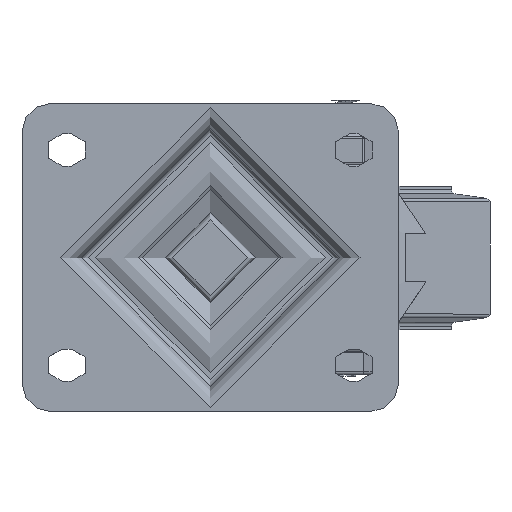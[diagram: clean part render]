
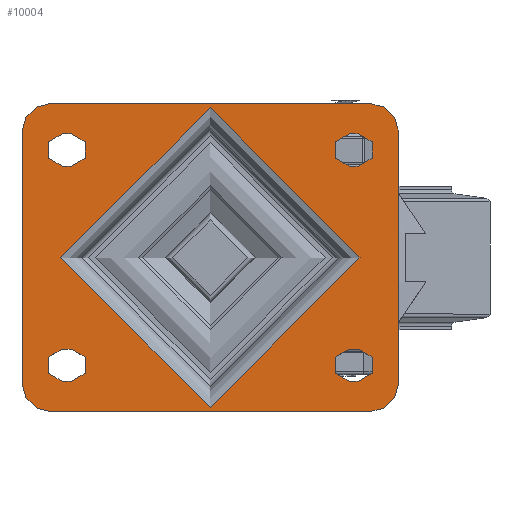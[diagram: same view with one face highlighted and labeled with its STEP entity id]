
A CAD part, top view. The second image highlights one B-rep face of the part: STEP entity #10004.
In plain terms, the highlighted planar face has unit normal (0, 0, 1).
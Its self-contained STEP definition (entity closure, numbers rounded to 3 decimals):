
#919=FACE_BOUND('',#1984,.T.);
#920=FACE_BOUND('',#1985,.T.);
#921=FACE_BOUND('',#1986,.T.);
#922=FACE_BOUND('',#1987,.T.);
#923=FACE_BOUND('',#1988,.T.);
#1027=PLANE('',#10894);
#1366=FACE_OUTER_BOUND('',#1983,.T.);
#1983=EDGE_LOOP('',(#6964,#6965,#6966,#6967,#6968,#6969,#6970,#6971));
#1984=EDGE_LOOP('',(#6972));
#1985=EDGE_LOOP('',(#6973,#6974,#6975,#6976));
#1986=EDGE_LOOP('',(#6977,#6978,#6979,#6980));
#1987=EDGE_LOOP('',(#6981,#6982,#6983,#6984));
#1988=EDGE_LOOP('',(#6985,#6986,#6987,#6988));
#2720=LINE('',#14621,#3354);
#2722=LINE('',#14624,#3356);
#2723=LINE('',#14625,#3357);
#2724=LINE('',#14626,#3358);
#2725=LINE('',#14627,#3359);
#2726=LINE('',#14628,#3360);
#2727=LINE('',#14629,#3361);
#2728=LINE('',#14630,#3362);
#2729=LINE('',#14631,#3363);
#2730=LINE('',#14632,#3364);
#2731=LINE('',#14633,#3365);
#2732=LINE('',#14634,#3366);
#3354=VECTOR('',#12029,1000.);
#3356=VECTOR('',#12033,1000.);
#3357=VECTOR('',#12034,1000.);
#3358=VECTOR('',#12035,1000.);
#3359=VECTOR('',#12036,1000.);
#3360=VECTOR('',#12037,1000.);
#3361=VECTOR('',#12038,1000.);
#3362=VECTOR('',#12039,1000.);
#3363=VECTOR('',#12040,1000.);
#3364=VECTOR('',#12041,1000.);
#3365=VECTOR('',#12042,1000.);
#3366=VECTOR('',#12043,1000.);
#3969=CIRCLE('',#10832,4.5);
#3970=CIRCLE('',#10834,4.5);
#3973=CIRCLE('',#10838,4.5);
#3974=CIRCLE('',#10840,4.5);
#3977=CIRCLE('',#10844,4.5);
#3978=CIRCLE('',#10846,4.5);
#3981=CIRCLE('',#10850,4.5);
#3982=CIRCLE('',#10852,4.5);
#3984=CIRCLE('',#10855,41.75);
#3997=CIRCLE('',#10875,8.);
#3999=CIRCLE('',#10878,8.);
#4001=CIRCLE('',#10881,8.);
#4003=CIRCLE('',#10884,8.);
#4392=VERTEX_POINT('',#14473);
#4393=VERTEX_POINT('',#14475);
#4394=VERTEX_POINT('',#14479);
#4395=VERTEX_POINT('',#14480);
#4400=VERTEX_POINT('',#14491);
#4401=VERTEX_POINT('',#14493);
#4402=VERTEX_POINT('',#14497);
#4403=VERTEX_POINT('',#14498);
#4408=VERTEX_POINT('',#14509);
#4409=VERTEX_POINT('',#14511);
#4410=VERTEX_POINT('',#14515);
#4411=VERTEX_POINT('',#14516);
#4416=VERTEX_POINT('',#14527);
#4417=VERTEX_POINT('',#14529);
#4418=VERTEX_POINT('',#14533);
#4419=VERTEX_POINT('',#14534);
#4422=VERTEX_POINT('',#14542);
#4431=VERTEX_POINT('',#14574);
#4432=VERTEX_POINT('',#14575);
#4435=VERTEX_POINT('',#14583);
#4436=VERTEX_POINT('',#14584);
#4439=VERTEX_POINT('',#14592);
#4440=VERTEX_POINT('',#14593);
#4443=VERTEX_POINT('',#14601);
#4444=VERTEX_POINT('',#14602);
#5366=EDGE_CURVE('',#4393,#4392,#3969,.T.);
#5368=EDGE_CURVE('',#4394,#4395,#3970,.T.);
#5374=EDGE_CURVE('',#4401,#4400,#3973,.T.);
#5376=EDGE_CURVE('',#4402,#4403,#3974,.T.);
#5382=EDGE_CURVE('',#4409,#4408,#3977,.T.);
#5384=EDGE_CURVE('',#4410,#4411,#3978,.T.);
#5390=EDGE_CURVE('',#4417,#4416,#3981,.T.);
#5392=EDGE_CURVE('',#4418,#4419,#3982,.T.);
#5396=EDGE_CURVE('',#4422,#4422,#3984,.T.);
#5412=EDGE_CURVE('',#4431,#4432,#3997,.T.);
#5416=EDGE_CURVE('',#4435,#4436,#3999,.T.);
#5420=EDGE_CURVE('',#4439,#4440,#4001,.T.);
#5424=EDGE_CURVE('',#4443,#4444,#4003,.T.);
#5433=EDGE_CURVE('',#4444,#4431,#2720,.T.);
#5435=EDGE_CURVE('',#4440,#4443,#2722,.T.);
#5436=EDGE_CURVE('',#4436,#4439,#2723,.T.);
#5437=EDGE_CURVE('',#4432,#4435,#2724,.T.);
#5438=EDGE_CURVE('',#4392,#4394,#2725,.T.);
#5439=EDGE_CURVE('',#4395,#4393,#2726,.T.);
#5440=EDGE_CURVE('',#4400,#4402,#2727,.T.);
#5441=EDGE_CURVE('',#4403,#4401,#2728,.T.);
#5442=EDGE_CURVE('',#4408,#4410,#2729,.T.);
#5443=EDGE_CURVE('',#4411,#4409,#2730,.T.);
#5444=EDGE_CURVE('',#4416,#4418,#2731,.T.);
#5445=EDGE_CURVE('',#4419,#4417,#2732,.T.);
#6964=ORIENTED_EDGE('',*,*,#5424,.F.);
#6965=ORIENTED_EDGE('',*,*,#5435,.F.);
#6966=ORIENTED_EDGE('',*,*,#5420,.F.);
#6967=ORIENTED_EDGE('',*,*,#5436,.F.);
#6968=ORIENTED_EDGE('',*,*,#5416,.F.);
#6969=ORIENTED_EDGE('',*,*,#5437,.F.);
#6970=ORIENTED_EDGE('',*,*,#5412,.F.);
#6971=ORIENTED_EDGE('',*,*,#5433,.F.);
#6972=ORIENTED_EDGE('',*,*,#5396,.F.);
#6973=ORIENTED_EDGE('',*,*,#5438,.T.);
#6974=ORIENTED_EDGE('',*,*,#5368,.T.);
#6975=ORIENTED_EDGE('',*,*,#5439,.T.);
#6976=ORIENTED_EDGE('',*,*,#5366,.T.);
#6977=ORIENTED_EDGE('',*,*,#5440,.T.);
#6978=ORIENTED_EDGE('',*,*,#5376,.T.);
#6979=ORIENTED_EDGE('',*,*,#5441,.T.);
#6980=ORIENTED_EDGE('',*,*,#5374,.T.);
#6981=ORIENTED_EDGE('',*,*,#5442,.T.);
#6982=ORIENTED_EDGE('',*,*,#5384,.T.);
#6983=ORIENTED_EDGE('',*,*,#5443,.T.);
#6984=ORIENTED_EDGE('',*,*,#5382,.T.);
#6985=ORIENTED_EDGE('',*,*,#5444,.T.);
#6986=ORIENTED_EDGE('',*,*,#5392,.T.);
#6987=ORIENTED_EDGE('',*,*,#5445,.T.);
#6988=ORIENTED_EDGE('',*,*,#5390,.T.);
#10004=ADVANCED_FACE('',(#1366,#919,#920,#921,#922,#923),#1027,.T.);
#10832=AXIS2_PLACEMENT_3D('',#14476,#11878,#11879);
#10834=AXIS2_PLACEMENT_3D('',#14481,#11883,#11884);
#10838=AXIS2_PLACEMENT_3D('',#14494,#11894,#11895);
#10840=AXIS2_PLACEMENT_3D('',#14499,#11899,#11900);
#10844=AXIS2_PLACEMENT_3D('',#14512,#11910,#11911);
#10846=AXIS2_PLACEMENT_3D('',#14517,#11915,#11916);
#10850=AXIS2_PLACEMENT_3D('',#14530,#11926,#11927);
#10852=AXIS2_PLACEMENT_3D('',#14535,#11931,#11932);
#10855=AXIS2_PLACEMENT_3D('',#14543,#11939,#11940);
#10875=AXIS2_PLACEMENT_3D('',#14576,#11982,#11983);
#10878=AXIS2_PLACEMENT_3D('',#14585,#11990,#11991);
#10881=AXIS2_PLACEMENT_3D('',#14594,#11998,#11999);
#10884=AXIS2_PLACEMENT_3D('',#14603,#12006,#12007);
#10894=AXIS2_PLACEMENT_3D('',#14623,#12031,#12032);
#11878=DIRECTION('center_axis',(0.,0.,-1.));
#11879=DIRECTION('ref_axis',(-1.,0.,0.));
#11883=DIRECTION('center_axis',(0.,0.,-1.));
#11884=DIRECTION('ref_axis',(-1.,0.,0.));
#11894=DIRECTION('center_axis',(0.,0.,-1.));
#11895=DIRECTION('ref_axis',(-1.,0.,0.));
#11899=DIRECTION('center_axis',(0.,0.,-1.));
#11900=DIRECTION('ref_axis',(-1.,0.,0.));
#11910=DIRECTION('center_axis',(0.,0.,-1.));
#11911=DIRECTION('ref_axis',(1.,0.,0.));
#11915=DIRECTION('center_axis',(0.,0.,-1.));
#11916=DIRECTION('ref_axis',(1.,0.,0.));
#11926=DIRECTION('center_axis',(0.,0.,-1.));
#11927=DIRECTION('ref_axis',(1.,0.,0.));
#11931=DIRECTION('center_axis',(0.,0.,-1.));
#11932=DIRECTION('ref_axis',(1.,0.,0.));
#11939=DIRECTION('center_axis',(0.,0.,1.));
#11940=DIRECTION('ref_axis',(1.,0.,0.));
#11982=DIRECTION('center_axis',(0.,0.,-1.));
#11983=DIRECTION('ref_axis',(-0.707,0.707,0.));
#11990=DIRECTION('center_axis',(0.,0.,-1.));
#11991=DIRECTION('ref_axis',(0.707,0.707,0.));
#11998=DIRECTION('center_axis',(0.,0.,-1.));
#11999=DIRECTION('ref_axis',(0.707,-0.707,0.));
#12006=DIRECTION('center_axis',(0.,0.,-1.));
#12007=DIRECTION('ref_axis',(-0.707,-0.707,0.));
#12029=DIRECTION('',(0.,1.,0.));
#12031=DIRECTION('center_axis',(0.,0.,1.));
#12032=DIRECTION('ref_axis',(1.,0.,0.));
#12033=DIRECTION('',(-1.,0.,0.));
#12034=DIRECTION('',(0.,-1.,0.));
#12035=DIRECTION('',(1.,0.,0.));
#12036=DIRECTION('',(-1.,0.,0.));
#12037=DIRECTION('',(1.,0.,0.));
#12038=DIRECTION('',(-1.,0.,0.));
#12039=DIRECTION('',(1.,0.,0.));
#12040=DIRECTION('',(1.,0.,0.));
#12041=DIRECTION('',(-1.,0.,0.));
#12042=DIRECTION('',(1.,0.,0.));
#12043=DIRECTION('',(-1.,0.,0.));
#14473=CARTESIAN_POINT('',(41.25,-34.5,0.));
#14475=CARTESIAN_POINT('',(41.25,-25.5,0.));
#14476=CARTESIAN_POINT('Origin',(41.25,-30.,0.));
#14479=CARTESIAN_POINT('',(38.75,-34.5,0.));
#14480=CARTESIAN_POINT('',(38.75,-25.5,0.));
#14481=CARTESIAN_POINT('Origin',(38.75,-30.,0.));
#14491=CARTESIAN_POINT('',(41.25,25.5,0.));
#14493=CARTESIAN_POINT('',(41.25,34.5,0.));
#14494=CARTESIAN_POINT('Origin',(41.25,30.,0.));
#14497=CARTESIAN_POINT('',(38.75,25.5,0.));
#14498=CARTESIAN_POINT('',(38.75,34.5,0.));
#14499=CARTESIAN_POINT('Origin',(38.75,30.,0.));
#14509=CARTESIAN_POINT('',(-41.25,-25.5,0.));
#14511=CARTESIAN_POINT('',(-41.25,-34.5,0.));
#14512=CARTESIAN_POINT('Origin',(-41.25,-30.,0.));
#14515=CARTESIAN_POINT('',(-38.75,-25.5,0.));
#14516=CARTESIAN_POINT('',(-38.75,-34.5,0.));
#14517=CARTESIAN_POINT('Origin',(-38.75,-30.,0.));
#14527=CARTESIAN_POINT('',(-41.25,34.5,0.));
#14529=CARTESIAN_POINT('',(-41.25,25.5,0.));
#14530=CARTESIAN_POINT('Origin',(-41.25,30.,0.));
#14533=CARTESIAN_POINT('',(-38.75,34.5,0.));
#14534=CARTESIAN_POINT('',(-38.75,25.5,0.));
#14535=CARTESIAN_POINT('Origin',(-38.75,30.,0.));
#14542=CARTESIAN_POINT('',(41.75,0.,0.));
#14543=CARTESIAN_POINT('Origin',(0.,0.,0.));
#14574=CARTESIAN_POINT('',(-52.5,35.,0.));
#14575=CARTESIAN_POINT('',(-44.5,43.,0.));
#14576=CARTESIAN_POINT('Origin',(-44.5,35.,0.));
#14583=CARTESIAN_POINT('',(44.5,43.,0.));
#14584=CARTESIAN_POINT('',(52.5,35.,0.));
#14585=CARTESIAN_POINT('Origin',(44.5,35.,0.));
#14592=CARTESIAN_POINT('',(52.5,-35.,0.));
#14593=CARTESIAN_POINT('',(44.5,-43.,0.));
#14594=CARTESIAN_POINT('Origin',(44.5,-35.,0.));
#14601=CARTESIAN_POINT('',(-44.5,-43.,0.));
#14602=CARTESIAN_POINT('',(-52.5,-35.,0.));
#14603=CARTESIAN_POINT('Origin',(-44.5,-35.,0.));
#14621=CARTESIAN_POINT('',(-52.5,-43.,0.));
#14623=CARTESIAN_POINT('Origin',(0.,0.,0.));
#14624=CARTESIAN_POINT('',(52.5,-43.,0.));
#14625=CARTESIAN_POINT('',(52.5,43.,0.));
#14626=CARTESIAN_POINT('',(-52.5,43.,0.));
#14627=CARTESIAN_POINT('',(41.25,-34.5,0.));
#14628=CARTESIAN_POINT('',(41.25,-25.5,0.));
#14629=CARTESIAN_POINT('',(41.25,25.5,0.));
#14630=CARTESIAN_POINT('',(41.25,34.5,0.));
#14631=CARTESIAN_POINT('',(-41.25,-25.5,0.));
#14632=CARTESIAN_POINT('',(-41.25,-34.5,0.));
#14633=CARTESIAN_POINT('',(-41.25,34.5,0.));
#14634=CARTESIAN_POINT('',(-41.25,25.5,0.));
